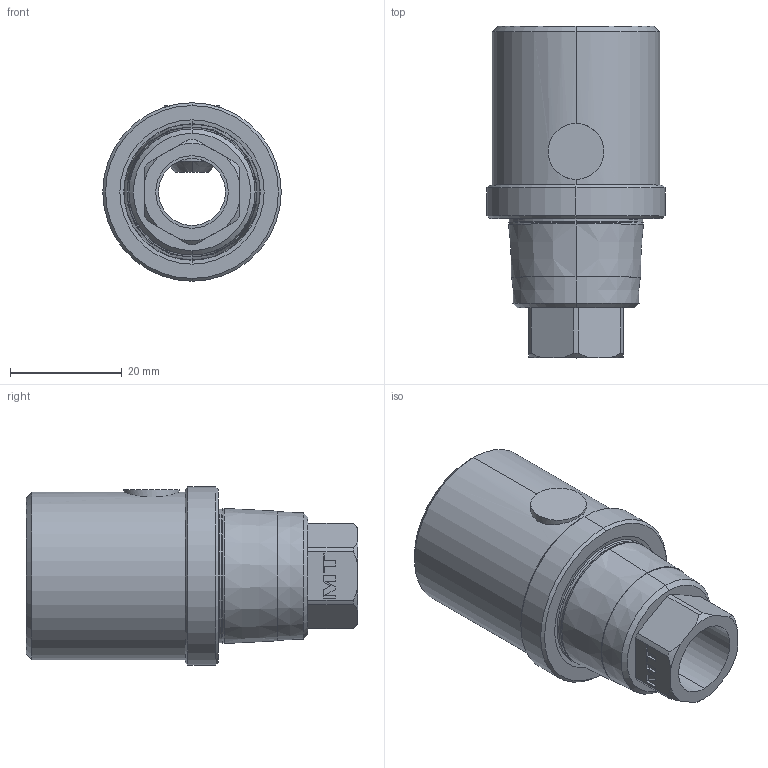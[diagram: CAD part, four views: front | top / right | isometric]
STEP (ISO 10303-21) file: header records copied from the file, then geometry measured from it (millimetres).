
FILE_DESCRIPTION((''),'2;1');
FILE_NAME('MTSK32D04_CONF','2024-12-20T09:05:50',('fpalella'),('M.T. srl'),'CREO PARAMETRIC BY PTC INC, 2023352','CREO PARAMETRIC BY PTC INC, 2023352','');
FILE_SCHEMA(('CONFIG_CONTROL_DESIGN'));
Length unit declared in the file: millimetre
Products named in the file (1): MTSK32D04_CONF
Bounding box: 32 x 59.5 x 32 mm (x, y, z)
Volume: 27070 mm3; surface area: 8509.7 mm2
Topology: 1 solids, 1 shells, 93 faces, 231 edges, 145 vertices
Faces by surface type: plane 37, cone 28, cylinder 22, torus 4, extrusion 2
Entity records: 2955 total; most frequent: CARTESIAN_POINT 701, DIRECTION 461, ORIENTED_EDGE 458, EDGE_CURVE 229, AXIS2_PLACEMENT_3D 167, VERTEX_POINT 145, VECTOR 127, LINE 125
